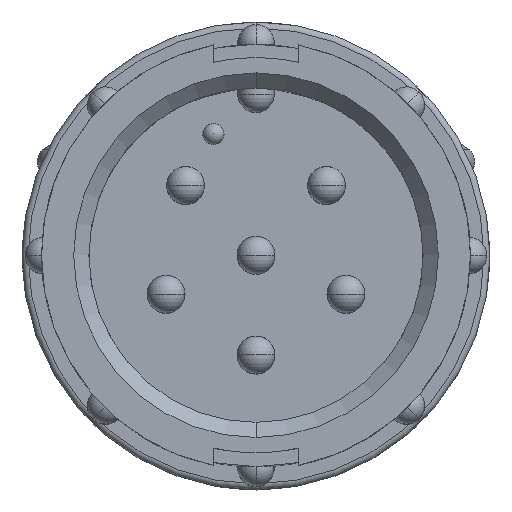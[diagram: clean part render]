
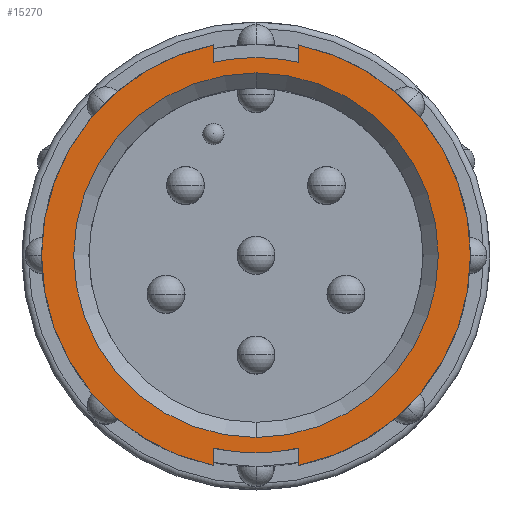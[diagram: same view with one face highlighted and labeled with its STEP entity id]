
A CAD part, top view. The second image highlights one B-rep face of the part: STEP entity #15270.
In plain terms, the highlighted planar face has unit normal (0, 0, 1).
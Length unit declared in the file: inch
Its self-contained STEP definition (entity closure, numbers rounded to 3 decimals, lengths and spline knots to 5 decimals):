
#87 = EDGE_LOOP ( 'NONE', ( #1648, #1135, #3020, #2404, #11123, #3253, #9037, #5087, #4431, #3415 ) ) ;
#1135 = ORIENTED_EDGE ( 'NONE', *, *, #11411, .T. ) ;
#1623 = CARTESIAN_POINT ( 'NONE',  ( 0.07, 0.34599, 0. ) ) ;
#1648 = ORIENTED_EDGE ( 'NONE', *, *, #3807, .T. ) ;
#1762 = EDGE_CURVE ( 'NONE', #10192, #13428, #10790, .T. ) ;
#1827 = DIRECTION ( 'NONE',  ( 0., -1., 0. ) ) ;
#1893 = LINE ( 'NONE', #10799, #14754 ) ;
#2139 = VECTOR ( 'NONE', #1827, 39.37008 ) ;
#2404 = ORIENTED_EDGE ( 'NONE', *, *, #14204, .T. ) ;
#2536 = CIRCLE ( 'NONE', #2549, 0.3 ) ;
#2549 = AXIS2_PLACEMENT_3D ( 'NONE', #6595, #15255, #7870 ) ;
#3020 = ORIENTED_EDGE ( 'NONE', *, *, #4625, .T. ) ;
#3160 = DIRECTION ( 'NONE',  ( 0., 0., 1. ) ) ;
#3253 = ORIENTED_EDGE ( 'NONE', *, *, #11089, .T. ) ;
#3267 = DIRECTION ( 'NONE',  ( 0., -1., 0. ) ) ;
#3310 = DIRECTION ( 'NONE',  ( 0., 1., 0. ) ) ;
#3320 = CARTESIAN_POINT ( 'NONE',  ( -0.07, 0.30841, 0. ) ) ;
#3337 = DIRECTION ( 'NONE',  ( 0., 0., 1. ) ) ;
#3415 = ORIENTED_EDGE ( 'NONE', *, *, #5514, .T. ) ;
#3807 = EDGE_CURVE ( 'NONE', #12870, #6299, #11369, .T. ) ;
#3818 = CIRCLE ( 'NONE', #7007, 0.3 ) ;
#3836 = VECTOR ( 'NONE', #3267, 39.37008 ) ;
#4014 = CIRCLE ( 'NONE', #9295, 0.325 ) ;
#4167 = CARTESIAN_POINT ( 'NONE',  ( 0., 0., 0. ) ) ;
#4431 = ORIENTED_EDGE ( 'NONE', *, *, #11807, .T. ) ;
#4462 = CARTESIAN_POINT ( 'NONE',  ( 0., 0., 0. ) ) ;
#4625 = EDGE_CURVE ( 'NONE', #6947, #9474, #5482, .T. ) ;
#5087 = ORIENTED_EDGE ( 'NONE', *, *, #8161, .T. ) ;
#5174 = CARTESIAN_POINT ( 'NONE',  ( 0., 0.325, 0. ) ) ;
#5191 = CARTESIAN_POINT ( 'NONE',  ( 0., 0., 0. ) ) ;
#5436 = DIRECTION ( 'NONE',  ( 0., -1., 0. ) ) ;
#5466 = LINE ( 'NONE', #9329, #2139 ) ;
#5482 = CIRCLE ( 'NONE', #8292, 0.325 ) ;
#5514 = EDGE_CURVE ( 'NONE', #8871, #12870, #5466, .T. ) ;
#5559 = CARTESIAN_POINT ( 'NONE',  ( 0., 0., 0. ) ) ;
#5717 = DIRECTION ( 'NONE',  ( 1., 0., 0. ) ) ;
#5725 = VERTEX_POINT ( 'NONE', #13328 ) ;
#5852 = CARTESIAN_POINT ( 'NONE',  ( 0., -0.3, 0. ) ) ;
#5875 = CARTESIAN_POINT ( 'NONE',  ( 0., 0.3, 0. ) ) ;
#6037 = AXIS2_PLACEMENT_3D ( 'NONE', #14996, #13830, #6370 ) ;
#6160 = CARTESIAN_POINT ( 'NONE',  ( 0.07, 0.31737, 0. ) ) ;
#6277 = EDGE_CURVE ( 'NONE', #15667, #9318, #2536, .T. ) ;
#6299 = VERTEX_POINT ( 'NONE', #1623 ) ;
#6320 = PLANE ( 'NONE',  #6037 ) ;
#6331 = CIRCLE ( 'NONE', #12895, 0.325 ) ;
#6370 = DIRECTION ( 'NONE',  ( 0., 1., 0. ) ) ;
#6447 = DIRECTION ( 'NONE',  ( 1., 0., 0. ) ) ;
#6566 = AXIS2_PLACEMENT_3D ( 'NONE', #5191, #13905, #6447 ) ;
#6595 = CARTESIAN_POINT ( 'NONE',  ( 0., 0., 0. ) ) ;
#6828 = DIRECTION ( 'NONE',  ( 0., -1., 0. ) ) ;
#6947 = VERTEX_POINT ( 'NONE', #6160 ) ;
#7007 = AXIS2_PLACEMENT_3D ( 'NONE', #10831, #3337, #12066 ) ;
#7033 = CARTESIAN_POINT ( 'NONE',  ( 0., 0., 0. ) ) ;
#7051 = CARTESIAN_POINT ( 'NONE',  ( 0.07, 0.36841, 0. ) ) ;
#7160 = DIRECTION ( 'NONE',  ( 0., 1., 0. ) ) ;
#7384 = CARTESIAN_POINT ( 'NONE',  ( -0.07, -0.34599, 0. ) ) ;
#7458 = ORIENTED_EDGE ( 'NONE', *, *, #6277, .F. ) ;
#7821 = CIRCLE ( 'NONE', #11045, 0.325 ) ;
#7870 = DIRECTION ( 'NONE',  ( 0., -1., 0. ) ) ;
#8161 = EDGE_CURVE ( 'NONE', #9773, #5725, #7821, .T. ) ;
#8279 = DIRECTION ( 'NONE',  ( 0., -1., 0. ) ) ;
#8292 = AXIS2_PLACEMENT_3D ( 'NONE', #10664, #3160, #11899 ) ;
#8760 = CARTESIAN_POINT ( 'NONE',  ( 0.07, -0.31737, 0. ) ) ;
#8871 = VERTEX_POINT ( 'NONE', #8760 ) ;
#9037 = ORIENTED_EDGE ( 'NONE', *, *, #9848, .T. ) ;
#9295 = AXIS2_PLACEMENT_3D ( 'NONE', #4167, #12891, #5436 ) ;
#9318 = VERTEX_POINT ( 'NONE', #5875 ) ;
#9329 = CARTESIAN_POINT ( 'NONE',  ( 0.07, -0.30841, 0. ) ) ;
#9474 = VERTEX_POINT ( 'NONE', #5174 ) ;
#9506 = CIRCLE ( 'NONE', #6566, 0.353 ) ;
#9773 = VERTEX_POINT ( 'NONE', #14369 ) ;
#9848 = EDGE_CURVE ( 'NONE', #15178, #9773, #1893, .T. ) ;
#9910 = EDGE_LOOP ( 'NONE', ( #7458, #12879 ) ) ;
#10070 = FACE_BOUND ( 'NONE', #9910, .T. ) ;
#10192 = VERTEX_POINT ( 'NONE', #10310 ) ;
#10310 = CARTESIAN_POINT ( 'NONE',  ( -0.07, 0.31737, 0. ) ) ;
#10486 = LINE ( 'NONE', #7051, #3836 ) ;
#10595 = CARTESIAN_POINT ( 'NONE',  ( 0.07, -0.34599, 0. ) ) ;
#10664 = CARTESIAN_POINT ( 'NONE',  ( 0., 0., 0. ) ) ;
#10790 = LINE ( 'NONE', #3320, #13689 ) ;
#10799 = CARTESIAN_POINT ( 'NONE',  ( -0.07, -0.36841, 0. ) ) ;
#10831 = CARTESIAN_POINT ( 'NONE',  ( 0., 0., 0. ) ) ;
#11045 = AXIS2_PLACEMENT_3D ( 'NONE', #7033, #15659, #8279 ) ;
#11089 = EDGE_CURVE ( 'NONE', #13428, #15178, #9506, .T. ) ;
#11123 = ORIENTED_EDGE ( 'NONE', *, *, #1762, .T. ) ;
#11369 = CIRCLE ( 'NONE', #15814, 0.353 ) ;
#11411 = EDGE_CURVE ( 'NONE', #6299, #6947, #10486, .T. ) ;
#11807 = EDGE_CURVE ( 'NONE', #5725, #8871, #4014, .T. ) ;
#11899 = DIRECTION ( 'NONE',  ( 0., -1., 0. ) ) ;
#12066 = DIRECTION ( 'NONE',  ( 0., -1., 0. ) ) ;
#12462 = EDGE_CURVE ( 'NONE', #9318, #15667, #3818, .T. ) ;
#12870 = VERTEX_POINT ( 'NONE', #10595 ) ;
#12879 = ORIENTED_EDGE ( 'NONE', *, *, #12462, .F. ) ;
#12891 = DIRECTION ( 'NONE',  ( 0., 0., 1. ) ) ;
#12895 = AXIS2_PLACEMENT_3D ( 'NONE', #5559, #14269, #6828 ) ;
#13183 = DIRECTION ( 'NONE',  ( 0., 0., 1. ) ) ;
#13328 = CARTESIAN_POINT ( 'NONE',  ( 0., -0.325, 0. ) ) ;
#13336 = FACE_OUTER_BOUND ( 'NONE', #87, .T. ) ;
#13428 = VERTEX_POINT ( 'NONE', #13843 ) ;
#13689 = VECTOR ( 'NONE', #7160, 39.37008 ) ;
#13830 = DIRECTION ( 'NONE',  ( 0., 0., -1. ) ) ;
#13843 = CARTESIAN_POINT ( 'NONE',  ( -0.07, 0.34599, 0. ) ) ;
#13905 = DIRECTION ( 'NONE',  ( 0., 0., 1. ) ) ;
#14204 = EDGE_CURVE ( 'NONE', #9474, #10192, #6331, .T. ) ;
#14269 = DIRECTION ( 'NONE',  ( 0., 0., 1. ) ) ;
#14369 = CARTESIAN_POINT ( 'NONE',  ( -0.07, -0.31737, 0. ) ) ;
#14754 = VECTOR ( 'NONE', #3310, 39.37008 ) ;
#14996 = CARTESIAN_POINT ( 'NONE',  ( 0., 0.3, 0. ) ) ;
#15178 = VERTEX_POINT ( 'NONE', #7384 ) ;
#15255 = DIRECTION ( 'NONE',  ( 0., 0., 1. ) ) ;
#15270 = ADVANCED_FACE ( 'NONE', ( #10070, #13336 ), #6320, .F. ) ;
#15659 = DIRECTION ( 'NONE',  ( 0., 0., 1. ) ) ;
#15667 = VERTEX_POINT ( 'NONE', #5852 ) ;
#15814 = AXIS2_PLACEMENT_3D ( 'NONE', #4462, #13183, #5717 ) ;
